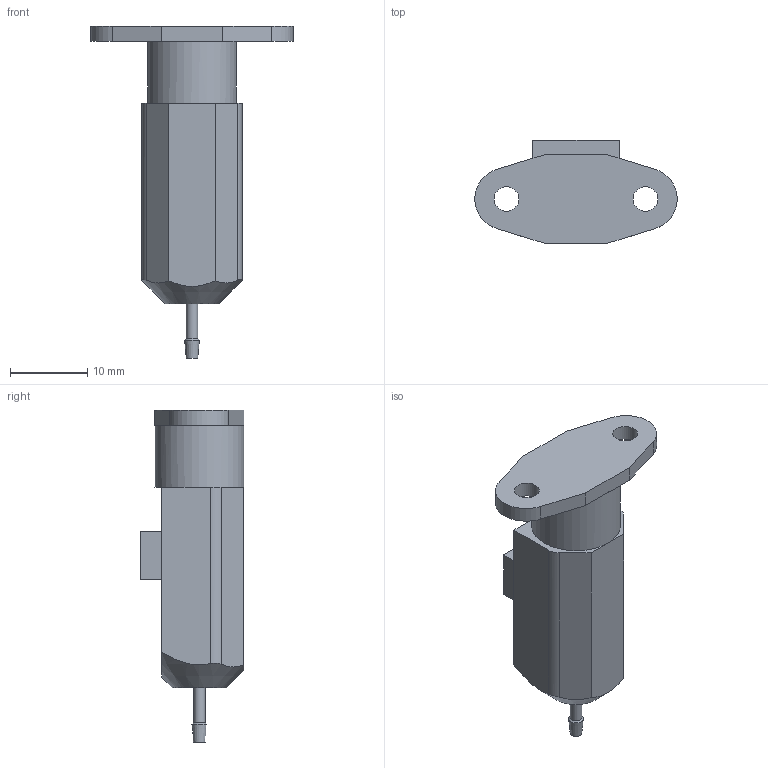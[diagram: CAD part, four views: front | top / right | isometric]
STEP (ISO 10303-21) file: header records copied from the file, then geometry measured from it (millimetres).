
FILE_DESCRIPTION(/* description */ (''),/* implementation_level */ '2;1');
FILE_NAME(/* name */ '3DTouch.step',/* time_stamp */ '2020-12-14T19:05:37+03:00',/* author */ (''),/* organization */ (''),/* preprocessor_version */ 'ST-DEVELOPER v18.1',/* originating_system */ 'Autodesk Translation Framework v9.7.1.1290',/* authorisation */ '');
FILE_SCHEMA (('AUTOMOTIVE_DESIGN { 1 0 10303 214 3 1 1 }'));
Length unit declared in the file: millimetre
Products named in the file (2): 3DTouch; Needle
Assembly tree (1 placements, depth 2):
  3DTouch
    Needle
Bounding box: 26.17 x 13.43 x 43 mm (x, y, z)
Volume: 4576.9 mm3; surface area: 2280.5 mm2
Topology: 2 solids, 2 shells, 37 faces, 88 edges, 57 vertices
Faces by surface type: plane 25, cylinder 9, cone 3
Full cylindrical faces by diameter (mm): 1.5 x1, 2 x1, 3.2 x2, 11.52 x1
Entity records: 1140 total; most frequent: CARTESIAN_POINT 217, DIRECTION 181, ORIENTED_EDGE 176, EDGE_CURVE 88, AXIS2_PLACEMENT_3D 62, LINE 57, VECTOR 57, VERTEX_POINT 57
